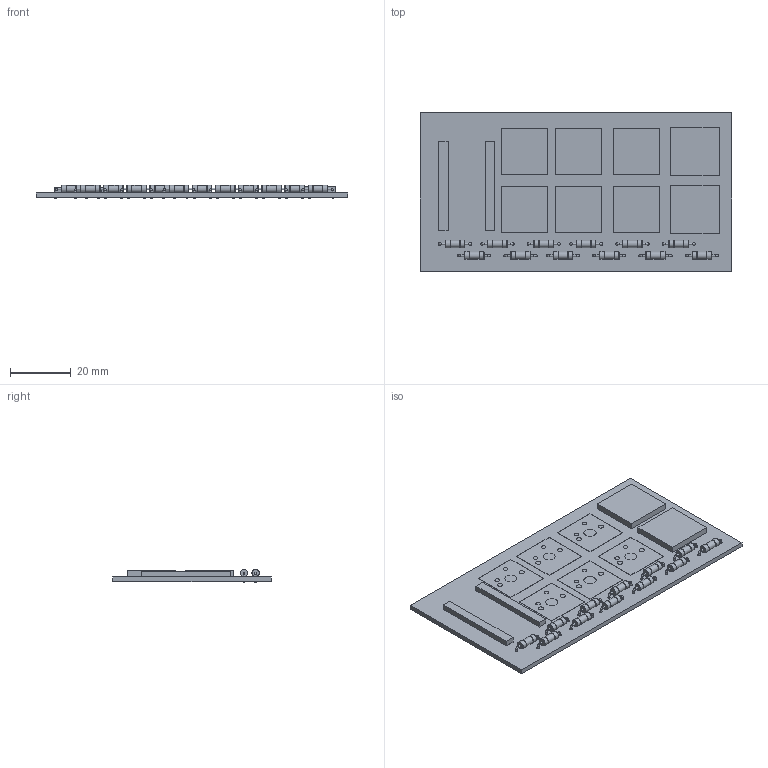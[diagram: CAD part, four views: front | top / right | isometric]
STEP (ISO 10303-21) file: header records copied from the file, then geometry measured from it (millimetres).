
FILE_DESCRIPTION(/* description */ (''),/* implementation_level */ '2;1');
FILE_NAME(/* name */ '4e74fcbd-5ae6-4941-ba9b-bebbf2b4da8d.stp',/* time_stamp */ '2022-03-01T21:52:41+00:00',/* author */ (''),/* organization */ (''),/* preprocessor_version */ 'ST-DEVELOPER v18.1',/* originating_system */ 'Autodesk Translation Framework v10.13.0.1454',/* authorisation */ '');
FILE_SCHEMA (('AUTOMOTIVE_DESIGN { 1 0 10303 214 3 1 1 }'));
Length unit declared in the file: millimetre
Products named in the file (7): 4e74fcbd-5ae6-4941-ba9b-bebbf2b4da8d; PCB Component; Board; ENCODER-SWITCH; MA12-1; CHERRY-MX; 0207/10
Assembly tree (24 placements, depth 3):
  4e74fcbd-5ae6-4941-ba9b-bebbf2b4da8d
    PCB Component
      Board
      ENCODER-SWITCH  x2
      MA12-1  x2
      CHERRY-MX  x6
      0207/10  x12
Bounding box: 102.54 x 52.06 x 4.42 mm (x, y, z)
Volume: 10000.1 mm3; surface area: 17043.6 mm2
Topology: 23 solids, 23 shells, 386 faces, 912 edges, 596 vertices
Faces by surface type: cylinder 176, plane 114, torus 96
Full cylindrical faces by diameter (mm): 0.6 x48, 0.813 x24, 1.016 x34, 1.5 x12, 1.714 x12, 2.286 x4, 2.375 x12, 2.5 x24, 4 x6
Entity records: 5248 total; most frequent: DIRECTION 917, CARTESIAN_POINT 775, ORIENTED_EDGE 732, AXIS2_PLACEMENT_3D 385, EDGE_CURVE 366, EDGE_LOOP 321, VERTEX_POINT 243, CIRCLE 219
